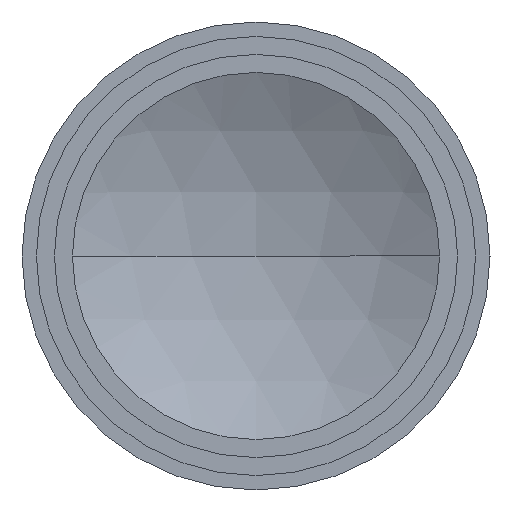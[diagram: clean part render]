
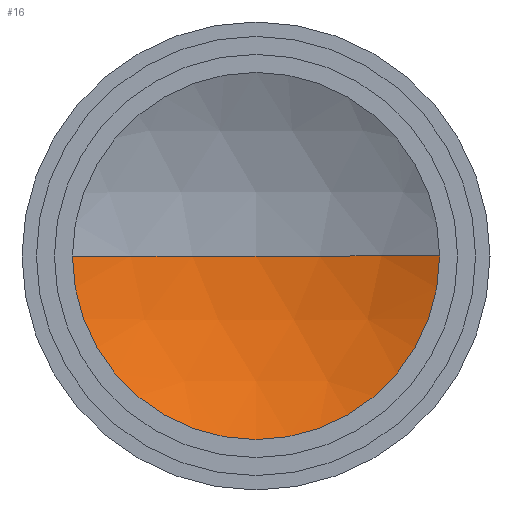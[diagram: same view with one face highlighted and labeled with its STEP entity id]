
A CAD part, left-side view. The second image highlights one B-rep face of the part: STEP entity #16.
In plain terms, the highlighted spherical face has radius 2.692 mm.
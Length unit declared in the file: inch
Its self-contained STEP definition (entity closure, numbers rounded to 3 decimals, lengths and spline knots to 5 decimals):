
#12 = DIRECTION ( 'NONE',  ( 0., 0., 1. ) ) ;
#16 = ADVANCED_FACE ( 'NONE', ( #241 ), #333, .F. ) ;
#20 = EDGE_CURVE ( 'NONE', #265, #118, #70, .T. ) ;
#23 = VERTEX_POINT ( 'NONE', #323 ) ;
#39 = CARTESIAN_POINT ( 'NONE',  ( -0.625, 0.051, 0. ) ) ;
#40 = DIRECTION ( 'NONE',  ( 1., 0., 0. ) ) ;
#55 = CIRCLE ( 'NONE', #203, 0.106 ) ;
#62 = AXIS2_PLACEMENT_3D ( 'NONE', #71, #306, #103 ) ;
#70 = CIRCLE ( 'NONE', #163, 0.051 ) ;
#71 = CARTESIAN_POINT ( 'NONE',  ( -0.71792, 0., 0. ) ) ;
#85 = DIRECTION ( 'NONE',  ( 0., 1., 0. ) ) ;
#103 = DIRECTION ( 'NONE',  ( 0., -1., 0. ) ) ;
#106 = DIRECTION ( 'NONE',  ( 0., 0., -1. ) ) ;
#118 = VERTEX_POINT ( 'NONE', #39 ) ;
#163 = AXIS2_PLACEMENT_3D ( 'NONE', #253, #40, #414 ) ;
#169 = CARTESIAN_POINT ( 'NONE',  ( -0.625, -0.051, 0. ) ) ;
#190 = ORIENTED_EDGE ( 'NONE', *, *, #355, .T. ) ;
#195 = EDGE_LOOP ( 'NONE', ( #438, #190, #397 ) ) ;
#203 = AXIS2_PLACEMENT_3D ( 'NONE', #310, #106, #345 ) ;
#241 = FACE_OUTER_BOUND ( 'NONE', #195, .T. ) ;
#253 = CARTESIAN_POINT ( 'NONE',  ( -0.625, 0., 0. ) ) ;
#265 = VERTEX_POINT ( 'NONE', #169 ) ;
#306 = DIRECTION ( 'NONE',  ( 0., 0., 1. ) ) ;
#310 = CARTESIAN_POINT ( 'NONE',  ( -0.71792, 0., 0. ) ) ;
#312 = CARTESIAN_POINT ( 'NONE',  ( -0.71792, 0., 0. ) ) ;
#318 = AXIS2_PLACEMENT_3D ( 'NONE', #312, #12, #85 ) ;
#323 = CARTESIAN_POINT ( 'NONE',  ( -0.61192, 0., 0. ) ) ;
#333 = SPHERICAL_SURFACE ( 'NONE', #318, 0.106 ) ;
#345 = DIRECTION ( 'NONE',  ( -1., 0., 0. ) ) ;
#355 = EDGE_CURVE ( 'NONE', #265, #23, #426, .T. ) ;
#389 = EDGE_CURVE ( 'NONE', #118, #23, #55, .T. ) ;
#397 = ORIENTED_EDGE ( 'NONE', *, *, #389, .F. ) ;
#414 = DIRECTION ( 'NONE',  ( 0., 0., -1. ) ) ;
#426 = CIRCLE ( 'NONE', #62, 0.106 ) ;
#438 = ORIENTED_EDGE ( 'NONE', *, *, #20, .F. ) ;
